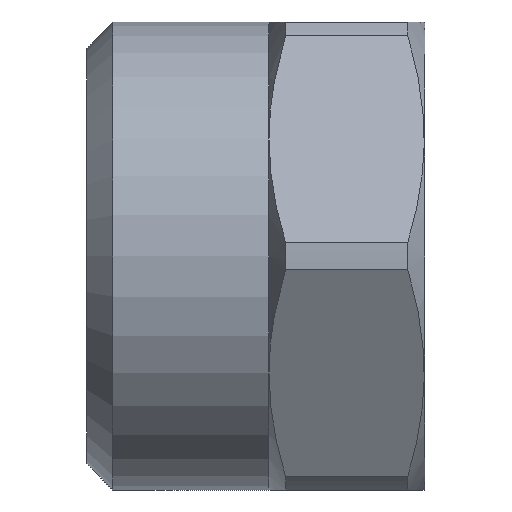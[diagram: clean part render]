
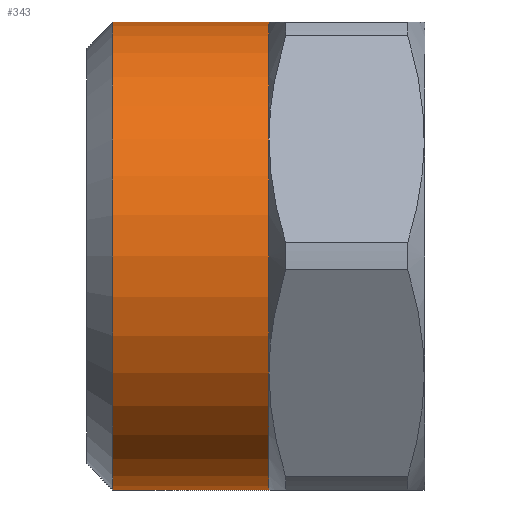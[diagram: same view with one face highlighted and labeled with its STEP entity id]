
A CAD part, left-side view. The second image highlights one B-rep face of the part: STEP entity #343.
In plain terms, the highlighted cylindrical face has radius 9 mm (diameter 18 mm), a partial arc.
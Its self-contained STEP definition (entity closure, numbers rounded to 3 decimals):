
#74 = EDGE_LOOP ( 'NONE', ( #503, #501, #195, #506, #502, #504 ) ) ;
#195 = ORIENTED_EDGE ( 'NONE', *, *, #417, .T. ) ;
#214 = VERTEX_POINT ( 'NONE', #694 ) ;
#217 = VERTEX_POINT ( 'NONE', #697 ) ;
#222 = VERTEX_POINT ( 'NONE', #702 ) ;
#230 = VERTEX_POINT ( 'NONE', #710 ) ;
#235 = VERTEX_POINT ( 'NONE', #715 ) ;
#238 = VERTEX_POINT ( 'NONE', #718 ) ;
#247 = FACE_OUTER_BOUND ( 'NONE', #74, .T. ) ;
#248 = CYLINDRICAL_SURFACE ( 'NONE', #661, 9. ) ;
#275 = LINE ( 'NONE', #886, #1228 ) ;
#289 = LINE ( 'NONE', #977, #543 ) ;
#343 = ADVANCED_FACE ( 'NONE', ( #247 ), #248, .T. ) ;
#387 = EDGE_CURVE ( 'NONE', #214, #217, #531, .T. ) ;
#391 = EDGE_CURVE ( 'NONE', #214, #222, #275, .T. ) ;
#410 = EDGE_CURVE ( 'NONE', #235, #230, #1237, .T. ) ;
#417 = EDGE_CURVE ( 'NONE', #217, #230, #289, .T. ) ;
#428 = EDGE_CURVE ( 'NONE', #238, #235, #552, .T. ) ;
#457 = EDGE_CURVE ( 'NONE', #222, #238, #585, .T. ) ;
#482 = AXIS2_PLACEMENT_3D ( 'NONE', #943, #944, #945 ) ;
#501 = ORIENTED_EDGE ( 'NONE', *, *, #387, .T. ) ;
#502 = ORIENTED_EDGE ( 'NONE', *, *, #428, .F. ) ;
#503 = ORIENTED_EDGE ( 'NONE', *, *, #391, .F. ) ;
#504 = ORIENTED_EDGE ( 'NONE', *, *, #457, .F. ) ;
#506 = ORIENTED_EDGE ( 'NONE', *, *, #410, .F. ) ;
#531 = CIRCLE ( 'NONE', #535, 9. ) ;
#535 = AXIS2_PLACEMENT_3D ( 'NONE', #874, #875, #876 ) ;
#543 = VECTOR ( 'NONE', #978, 1000. ) ;
#552 = CIRCLE ( 'NONE', #560, 9. ) ;
#560 = AXIS2_PLACEMENT_3D ( 'NONE', #1008, #1009, #1010 ) ;
#585 = CIRCLE ( 'NONE', #588, 9. ) ;
#588 = AXIS2_PLACEMENT_3D ( 'NONE', #1116, #1117, #1118 ) ;
#661 = AXIS2_PLACEMENT_3D ( 'NONE', #727, #728, #729 ) ;
#694 = CARTESIAN_POINT ( 'NONE',  ( 0., 12., 9. ) ) ;
#697 = CARTESIAN_POINT ( 'NONE',  ( 0., 12., -9. ) ) ;
#702 = CARTESIAN_POINT ( 'NONE',  ( 0., 6., 9. ) ) ;
#710 = CARTESIAN_POINT ( 'NONE',  ( 0., 6., -9. ) ) ;
#715 = CARTESIAN_POINT ( 'NONE',  ( -7.794, 6., -4.5 ) ) ;
#718 = CARTESIAN_POINT ( 'NONE',  ( -7.794, 6., 4.5 ) ) ;
#727 = CARTESIAN_POINT ( 'NONE',  ( 0., -3.213, 0. ) ) ;
#728 = DIRECTION ( 'NONE',  ( 0., -1., 0. ) ) ;
#729 = DIRECTION ( 'NONE',  ( 0., 0., -1. ) ) ;
#874 = CARTESIAN_POINT ( 'NONE',  ( 0., 12., 0. ) ) ;
#875 = DIRECTION ( 'NONE',  ( 0., -1., 0. ) ) ;
#876 = DIRECTION ( 'NONE',  ( 0., 0., -1. ) ) ;
#886 = CARTESIAN_POINT ( 'NONE',  ( 0., -3.213, 9. ) ) ;
#887 = DIRECTION ( 'NONE',  ( 0., -1., 0. ) ) ;
#943 = CARTESIAN_POINT ( 'NONE',  ( 0., 6., 0. ) ) ;
#944 = DIRECTION ( 'NONE',  ( 0., -1., 0. ) ) ;
#945 = DIRECTION ( 'NONE',  ( 0., 0., -1. ) ) ;
#977 = CARTESIAN_POINT ( 'NONE',  ( 0., -3.213, -9. ) ) ;
#978 = DIRECTION ( 'NONE',  ( 0., -1., 0. ) ) ;
#1008 = CARTESIAN_POINT ( 'NONE',  ( 0., 6., 0. ) ) ;
#1009 = DIRECTION ( 'NONE',  ( 0., -1., 0. ) ) ;
#1010 = DIRECTION ( 'NONE',  ( 0., 0., -1. ) ) ;
#1116 = CARTESIAN_POINT ( 'NONE',  ( 0., 6., 0. ) ) ;
#1117 = DIRECTION ( 'NONE',  ( 0., -1., 0. ) ) ;
#1118 = DIRECTION ( 'NONE',  ( 0., 0., -1. ) ) ;
#1228 = VECTOR ( 'NONE', #887, 1000. ) ;
#1237 = CIRCLE ( 'NONE', #482, 9. ) ;
